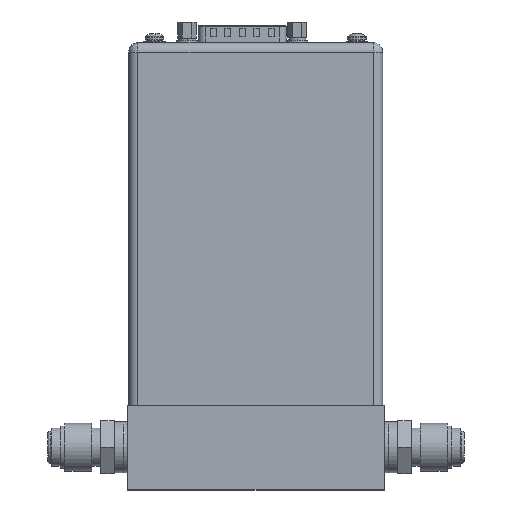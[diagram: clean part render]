
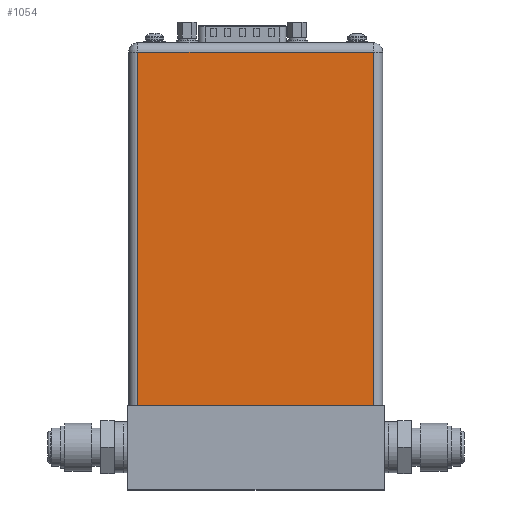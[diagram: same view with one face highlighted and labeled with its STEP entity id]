
A CAD part, top view. The second image highlights one B-rep face of the part: STEP entity #1054.
In plain terms, the highlighted planar face has unit normal (0, 0, 1).
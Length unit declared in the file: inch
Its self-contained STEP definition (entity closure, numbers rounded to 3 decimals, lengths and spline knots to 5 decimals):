
#65=DIRECTION('',(1.,0.,0.));
#66=VECTOR('',#65,2.757);
#67=CARTESIAN_POINT('',(-1.3785,0.,1.425));
#68=LINE('',#67,#66);
#138=DIRECTION('',(0.,1.,0.));
#139=VECTOR('',#138,4.141);
#140=CARTESIAN_POINT('',(1.3785,0.,1.425));
#141=LINE('',#140,#139);
#150=DIRECTION('',(0.,-1.,0.));
#151=VECTOR('',#150,4.141);
#152=CARTESIAN_POINT('',(-1.3785,4.141,1.425));
#153=LINE('',#152,#151);
#351=DIRECTION('',(-1.,0.,0.));
#352=VECTOR('',#351,2.757);
#353=CARTESIAN_POINT('',(1.3785,4.141,1.425));
#354=LINE('',#353,#352);
#756=CARTESIAN_POINT('',(-1.3785,0.,1.425));
#757=VERTEX_POINT('',#756);
#758=CARTESIAN_POINT('',(1.3785,0.,1.425));
#759=VERTEX_POINT('',#758);
#792=CARTESIAN_POINT('',(1.3785,4.141,1.425));
#793=VERTEX_POINT('',#792);
#794=CARTESIAN_POINT('',(-1.3785,4.141,1.425));
#795=VERTEX_POINT('',#794);
#1041=CARTESIAN_POINT('',(-1.4875,0.,1.425));
#1042=DIRECTION('',(0.,0.,1.));
#1043=DIRECTION('',(1.,0.,0.));
#1044=AXIS2_PLACEMENT_3D('',#1041,#1042,#1043);
#1045=PLANE('',#1044);
#1046=ORIENTED_EDGE('',*,*,#1033,.F.);
#1047=ORIENTED_EDGE('',*,*,#961,.F.);
#1049=ORIENTED_EDGE('',*,*,#1048,.F.);
#1051=ORIENTED_EDGE('',*,*,#1050,.F.);
#1052=EDGE_LOOP('',(#1046,#1047,#1049,#1051));
#1053=FACE_OUTER_BOUND('',#1052,.F.);
#1054=ADVANCED_FACE('',(#1053),#1045,.T.);
#961=EDGE_CURVE('',#757,#759,#68,.T.);
#1033=EDGE_CURVE('',#759,#793,#141,.T.);
#1048=EDGE_CURVE('',#795,#757,#153,.T.);
#1050=EDGE_CURVE('',#793,#795,#354,.T.);
